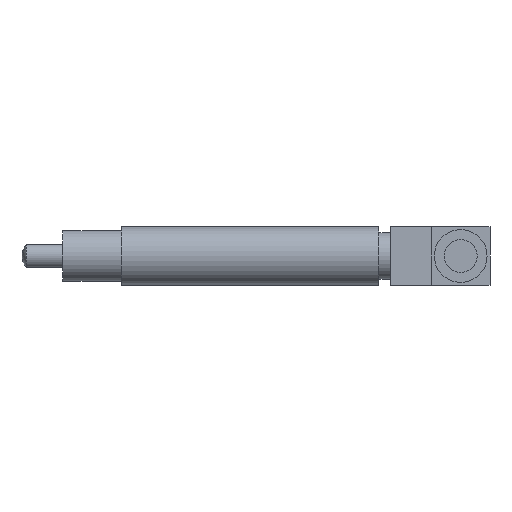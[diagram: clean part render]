
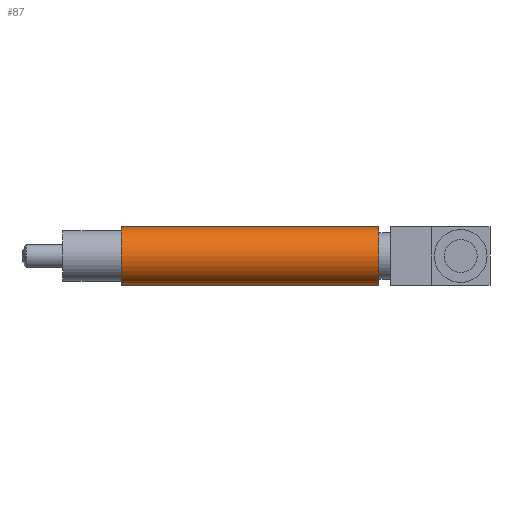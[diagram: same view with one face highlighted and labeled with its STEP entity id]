
A CAD part, front view. The second image highlights one B-rep face of the part: STEP entity #87.
In plain terms, the highlighted cylindrical face has radius 2.5 mm (diameter 5 mm), a full revolution.
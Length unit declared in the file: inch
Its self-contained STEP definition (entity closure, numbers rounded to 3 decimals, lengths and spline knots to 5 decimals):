
#40 = EDGE_LOOP ( 'NONE', ( #511 ) ) ;
#44 = AXIS2_PLACEMENT_3D ( 'NONE', #392, #580, #289 ) ;
#73 = AXIS2_PLACEMENT_3D ( 'NONE', #570, #573, #129 ) ;
#87 = ADVANCED_FACE ( 'NONE', ( #116, #101 ), #261, .T. ) ;
#101 = FACE_OUTER_BOUND ( 'NONE', #300, .T. ) ;
#116 = FACE_OUTER_BOUND ( 'NONE', #40, .T. ) ;
#129 = DIRECTION ( 'NONE',  ( 0., 0., 1. ) ) ;
#177 = CARTESIAN_POINT ( 'NONE',  ( 0.33465, 0., 0.09843 ) ) ;
#184 = CIRCLE ( 'NONE', #73, 0.09843 ) ;
#190 = DIRECTION ( 'NONE',  ( 0., 0., 1. ) ) ;
#237 = CARTESIAN_POINT ( 'NONE',  ( 0., 0., 0. ) ) ;
#261 = CYLINDRICAL_SURFACE ( 'NONE', #474, 0.09843 ) ;
#263 = VERTEX_POINT ( 'NONE', #403 ) ;
#289 = DIRECTION ( 'NONE',  ( 0., 0., 1. ) ) ;
#300 = EDGE_LOOP ( 'NONE', ( #496 ) ) ;
#309 = EDGE_CURVE ( 'NONE', #440, #440, #408, .T. ) ;
#392 = CARTESIAN_POINT ( 'NONE',  ( 0.33465, 0., 0. ) ) ;
#403 = CARTESIAN_POINT ( 'NONE',  ( 1.20079, 0., 0.09843 ) ) ;
#408 = CIRCLE ( 'NONE', #44, 0.09843 ) ;
#440 = VERTEX_POINT ( 'NONE', #177 ) ;
#460 = EDGE_CURVE ( 'NONE', #263, #263, #184, .T. ) ;
#474 = AXIS2_PLACEMENT_3D ( 'NONE', #237, #578, #190 ) ;
#496 = ORIENTED_EDGE ( 'NONE', *, *, #460, .T. ) ;
#511 = ORIENTED_EDGE ( 'NONE', *, *, #309, .F. ) ;
#570 = CARTESIAN_POINT ( 'NONE',  ( 1.20079, 0., 0. ) ) ;
#573 = DIRECTION ( 'NONE',  ( -1., 0., 0. ) ) ;
#578 = DIRECTION ( 'NONE',  ( -1., 0., 0. ) ) ;
#580 = DIRECTION ( 'NONE',  ( -1., 0., 0. ) ) ;
